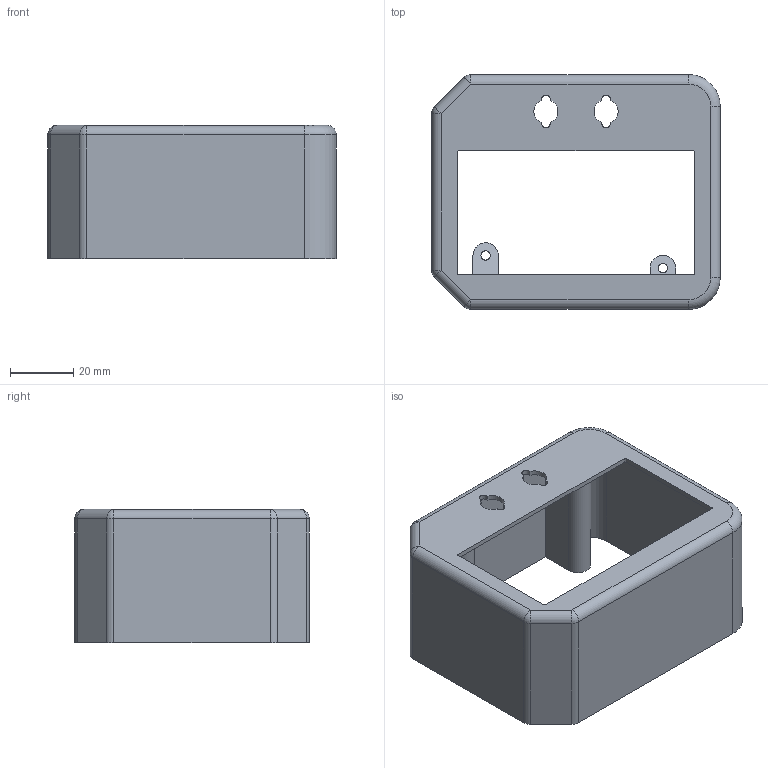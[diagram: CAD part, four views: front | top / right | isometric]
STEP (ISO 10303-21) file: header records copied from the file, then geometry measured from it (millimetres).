
FILE_DESCRIPTION(/* description */ (''),/* implementation_level */ '2;1');
FILE_NAME(/* name */ 'Battery supply case v2-19mm spacing.step',/* time_stamp */ '2021-11-28T20:07:15-08:00',/* author */ (''),/* organization */ (''),/* preprocessor_version */ 'ST-DEVELOPER v18.1',/* originating_system */ 'Autodesk Translation Framework v10.10.0.1391',/* authorisation */ '');
FILE_SCHEMA (('AUTOMOTIVE_DESIGN { 1 0 10303 214 3 1 1 }'));
Length unit declared in the file: millimetre
Products named in the file (1): Battery supply case
Bounding box: 91 x 74 x 42 mm (x, y, z)
Volume: 51389 mm3; surface area: 36611.7 mm2
Topology: 1 solids, 1 shells, 106 faces, 266 edges, 162 vertices
Faces by surface type: cylinder 56, plane 36, torus 6, bspline 4, sphere 4
Full cylindrical faces by diameter (mm): 2.94 x4
Entity records: 3273 total; most frequent: CARTESIAN_POINT 625, DIRECTION 580, ORIENTED_EDGE 528, EDGE_CURVE 264, AXIS2_PLACEMENT_3D 215, VERTEX_POINT 162, LINE 150, VECTOR 150
